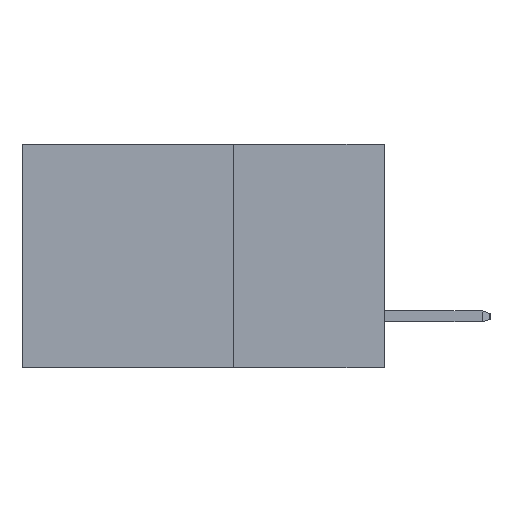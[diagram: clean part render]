
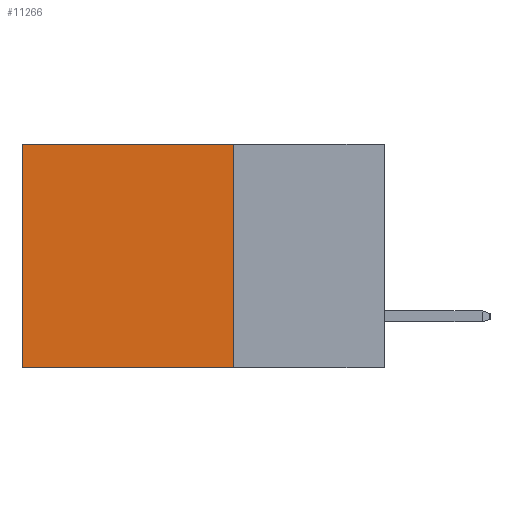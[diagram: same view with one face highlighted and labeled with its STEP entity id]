
A CAD part, left-side view. The second image highlights one B-rep face of the part: STEP entity #11266.
In plain terms, the highlighted planar face has unit normal (-1, 0, 0).
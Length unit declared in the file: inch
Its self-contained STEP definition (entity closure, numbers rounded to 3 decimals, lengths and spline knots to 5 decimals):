
#762 = LINE ( 'NONE', #4727, #3162 ) ;
#895 = EDGE_CURVE ( 'NONE', #2420, #8641, #6786, .T. ) ;
#1049 = FACE_OUTER_BOUND ( 'NONE', #2676, .T. ) ;
#1087 = CARTESIAN_POINT ( 'NONE',  ( 0.298, 0.25, -0.37 ) ) ;
#1139 = CARTESIAN_POINT ( 'NONE',  ( 0.298, 0.6, -0.37 ) ) ;
#1267 = ORIENTED_EDGE ( 'NONE', *, *, #895, .T. ) ;
#1319 = VECTOR ( 'NONE', #8737, 39.37008 ) ;
#2420 = VERTEX_POINT ( 'NONE', #9010 ) ;
#2676 = EDGE_LOOP ( 'NONE', ( #9318, #4619, #4940, #1267 ) ) ;
#3088 = EDGE_CURVE ( 'NONE', #10803, #5549, #762, .T. ) ;
#3162 = VECTOR ( 'NONE', #10076, 39.37008 ) ;
#3177 = EDGE_CURVE ( 'NONE', #2420, #10803, #9903, .T. ) ;
#3276 = PLANE ( 'NONE',  #6111 ) ;
#3720 = VECTOR ( 'NONE', #11169, 39.37008 ) ;
#3722 = CARTESIAN_POINT ( 'NONE',  ( 0.298, 0.25, 0. ) ) ;
#4619 = ORIENTED_EDGE ( 'NONE', *, *, #3088, .F. ) ;
#4727 = CARTESIAN_POINT ( 'NONE',  ( 0.298, 0.25, -0.37 ) ) ;
#4940 = ORIENTED_EDGE ( 'NONE', *, *, #3177, .F. ) ;
#5281 = DIRECTION ( 'NONE',  ( 0., 0., -1. ) ) ;
#5350 = DIRECTION ( 'NONE',  ( 0., 0., -1. ) ) ;
#5549 = VERTEX_POINT ( 'NONE', #1139 ) ;
#6111 = AXIS2_PLACEMENT_3D ( 'NONE', #10279, #11245, #5350 ) ;
#6454 = LINE ( 'NONE', #10174, #3720 ) ;
#6786 = LINE ( 'NONE', #3722, #1319 ) ;
#7324 = VECTOR ( 'NONE', #5281, 39.37008 ) ;
#8220 = CARTESIAN_POINT ( 'NONE',  ( 0.298, 0.25, 0. ) ) ;
#8641 = VERTEX_POINT ( 'NONE', #11131 ) ;
#8737 = DIRECTION ( 'NONE',  ( 0., 1., 0. ) ) ;
#9010 = CARTESIAN_POINT ( 'NONE',  ( 0.298, 0.25, 0. ) ) ;
#9318 = ORIENTED_EDGE ( 'NONE', *, *, #12470, .T. ) ;
#9903 = LINE ( 'NONE', #8220, #7324 ) ;
#10076 = DIRECTION ( 'NONE',  ( 0., 1., 0. ) ) ;
#10174 = CARTESIAN_POINT ( 'NONE',  ( 0.298, 0.6, 0. ) ) ;
#10279 = CARTESIAN_POINT ( 'NONE',  ( 0.298, 0.25, 0. ) ) ;
#10803 = VERTEX_POINT ( 'NONE', #1087 ) ;
#11131 = CARTESIAN_POINT ( 'NONE',  ( 0.298, 0.6, 0. ) ) ;
#11169 = DIRECTION ( 'NONE',  ( 0., 0., -1. ) ) ;
#11245 = DIRECTION ( 'NONE',  ( 1., 0., 0. ) ) ;
#11266 = ADVANCED_FACE ( 'NONE', ( #1049 ), #3276, .F. ) ;
#12470 = EDGE_CURVE ( 'NONE', #8641, #5549, #6454, .T. ) ;
